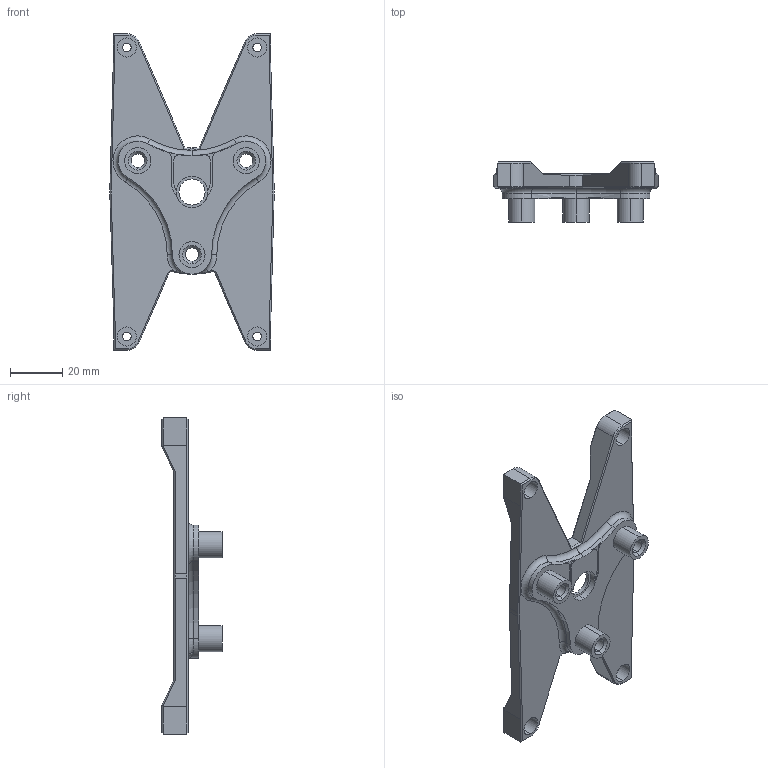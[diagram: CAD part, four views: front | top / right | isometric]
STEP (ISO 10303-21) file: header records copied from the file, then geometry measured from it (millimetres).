
FILE_DESCRIPTION (( 'STEP AP214' ), '1' );
FILE_NAME ('Planetary Gearbox-Carrier Yaw.STEP', '2023-04-30T09:54:06', ( '' ), ( '' ), 'SwSTEP 2.0', 'SolidWorks 2019', '' );
FILE_SCHEMA (( 'AUTOMOTIVE_DESIGN' ));
Length unit declared in the file: millimetre
Products named in the file (1): Planetary Gearbox-Carrier Yaw
Bounding box: 63 x 23 x 121.25 mm (x, y, z)
Volume: 36913 mm3; surface area: 16864.1 mm2
Topology: 1 solids, 1 shells, 201 faces, 500 edges, 305 vertices
Faces by surface type: plane 89, cylinder 57, cone 33, torus 12, bspline 10
Entity records: 6604 total; most frequent: CARTESIAN_POINT 1741, DIRECTION 1029, ORIENTED_EDGE 992, EDGE_CURVE 496, AXIS2_PLACEMENT_3D 373, VERTEX_POINT 305, VECTOR 283, LINE 283
